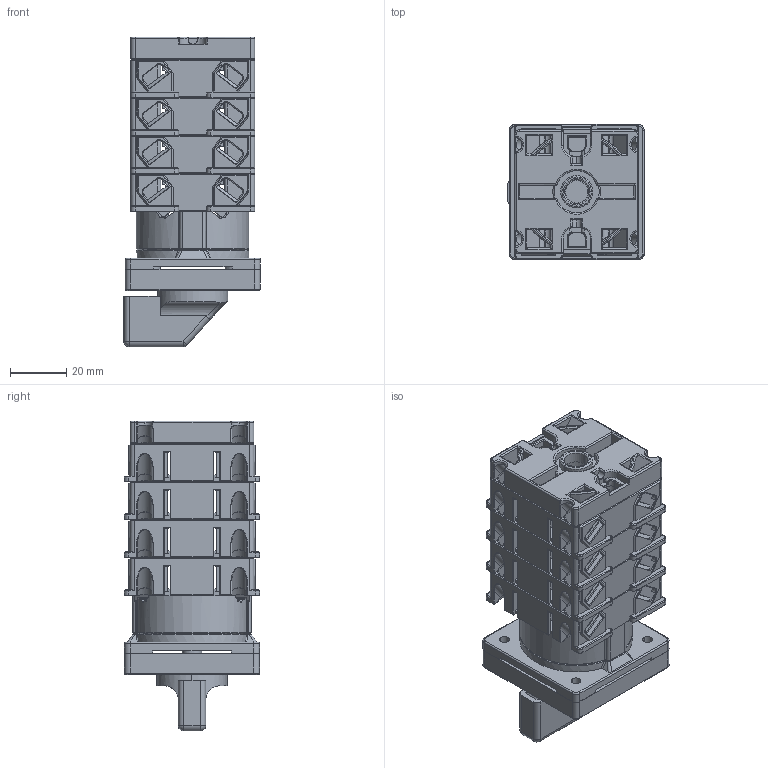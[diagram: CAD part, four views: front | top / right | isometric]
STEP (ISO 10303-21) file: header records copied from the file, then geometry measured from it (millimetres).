
FILE_DESCRIPTION (( 'STEP AP203' ), '1' );
FILE_NAME ('OptiSwitch 4G10- -U ( 4 ïàêåòà).STEP', '2015-10-23T05:53:53', ( '' ), ( '' ), 'SwSTEP 2.0', 'SolidWorks 2012', '' );
FILE_SCHEMA (( 'CONFIG_CONTROL_DESIGN' ));
Products named in the file (7): OptiSwitch 4G10- -U ( 4 櫡耪蠉); Ðóêîÿòêà 1; Ïàíåëü ïåðåäíÿÿ 1_00; 署赅 囵疱蜩痤忸黜铋 赅戾瘥_ 1; Êàìåðà àððåòèðîâî÷íàÿ 1; Êàìåðà êîíòàêòíàÿ 1_00; 署赅 觐眚嚓蝽铋 赅戾瘥_ 1
Assembly tree (9 placements, depth 2):
  OptiSwitch 4G10- -U ( 4 櫡耪蠉)
    署赅 觐眚嚓蝽铋 赅戾瘥_ 1
    Êàìåðà êîíòàêòíàÿ 1_00  x4
    Êàìåðà àððåòèðîâî÷íàÿ 1
    署赅 囵疱蜩痤忸黜铋 赅戾瘥_ 1
    Ïàíåëü ïåðåäíÿÿ 1_00
    Ðóêîÿòêà 1
Bounding box: 48.5 x 48 x 110.1 mm (x, y, z)
Volume: 80893.3 mm3; surface area: 83812.7 mm2
Topology: 9 solids, 9 shells, 5106 faces, 13839 edges, 8774 vertices
Faces by surface type: plane 3062, cylinder 1515, torus 206, cone 196, bspline 71, sphere 56
Entity records: 78584 total; most frequent: CARTESIAN_POINT 17262, ORIENTED_EDGE 12982, DIRECTION 12408, EDGE_CURVE 6491, VECTOR 4328, LINE 4328, VERTEX_POINT 4094, AXIS2_PLACEMENT_3D 4040
